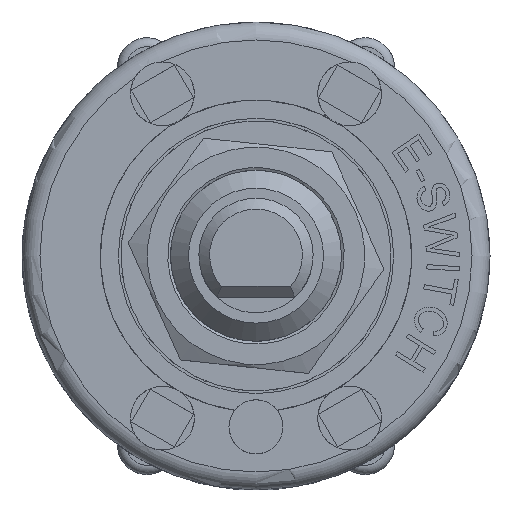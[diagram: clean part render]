
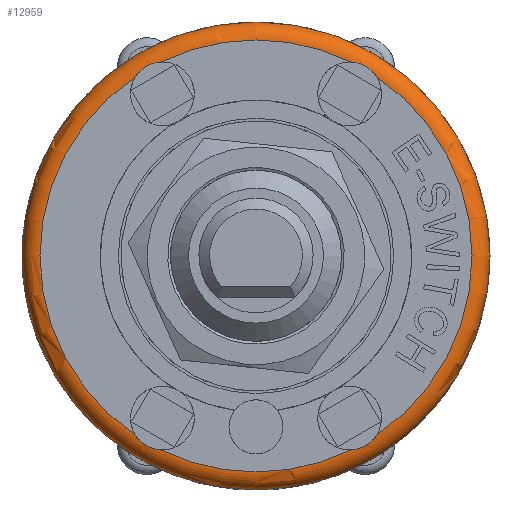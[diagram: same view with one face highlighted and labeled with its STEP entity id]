
A CAD part, top view. The second image highlights one B-rep face of the part: STEP entity #12959.
In plain terms, the highlighted toroidal (fillet/blend) face has major radius 12 mm and minor radius 1 mm.
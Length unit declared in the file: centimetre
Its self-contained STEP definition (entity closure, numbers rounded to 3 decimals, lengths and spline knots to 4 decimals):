
#26=TOROIDAL_SURFACE('',#13606,1.2,0.1);
#653=B_SPLINE_CURVE_WITH_KNOTS('',3,(#22403,#22404,#22405,#22406,#22407,
#22408,#22409,#22410,#22411,#22412,#22413,#22414),.UNSPECIFIED.,.F.,.F.,
(4,2,2,2,2,4),(-0.2692,-0.2446,-0.216,
-0.1921,-0.1645,-0.1357),.UNSPECIFIED.);
#654=B_SPLINE_CURVE_WITH_KNOTS('',3,(#22426,#22427,#22428,#22429,#22430,
#22431,#22432,#22433,#22434,#22435,#22436,#22437),.UNSPECIFIED.,.F.,.F.,
(4,2,2,2,2,4),(-0.2692,-0.2446,-0.216,
-0.1921,-0.1645,-0.1357),.UNSPECIFIED.);
#655=B_SPLINE_CURVE_WITH_KNOTS('',3,(#22454,#22455,#22456,#22457,#22458,
#22459,#22460,#22461,#22462,#22463,#22464,#22465),.UNSPECIFIED.,.F.,.F.,
(4,2,2,2,2,4),(-0.2692,-0.2446,-0.216,
-0.1921,-0.1645,-0.1357),.UNSPECIFIED.);
#656=B_SPLINE_CURVE_WITH_KNOTS('',3,(#22487,#22488,#22489,#22490,#22491,
#22492,#22493,#22494,#22495,#22496,#22497,#22498),.UNSPECIFIED.,.F.,.F.,
(4,2,2,2,2,4),(-0.2692,-0.2446,-0.216,
-0.1921,-0.1645,-0.1357),.UNSPECIFIED.);
#747=CIRCLE('',#13559,1.3);
#774=CIRCLE('',#13607,0.1);
#775=CIRCLE('',#13608,1.2);
#776=CIRCLE('',#13609,1.2);
#777=CIRCLE('',#13610,1.2);
#778=CIRCLE('',#13611,1.2);
#779=CIRCLE('',#13612,1.2);
#1491=FACE_OUTER_BOUND('',#2258,.T.);
#2258=EDGE_LOOP('',(#11555,#11556,#11557,#11558,#11559,#11560,#11561,#11562,
#11563,#11564,#11565,#11566));
#6192=VERTEX_POINT('',#22365);
#6200=VERTEX_POINT('',#22401);
#6201=VERTEX_POINT('',#22402);
#6204=VERTEX_POINT('',#22424);
#6205=VERTEX_POINT('',#22425);
#6210=VERTEX_POINT('',#22452);
#6211=VERTEX_POINT('',#22453);
#6218=VERTEX_POINT('',#22485);
#6219=VERTEX_POINT('',#22486);
#6222=VERTEX_POINT('',#22508);
#8012=EDGE_CURVE('',#6192,#6192,#747,.T.);
#8030=EDGE_CURVE('',#6200,#6201,#653,.T.);
#8036=EDGE_CURVE('',#6204,#6205,#654,.T.);
#8044=EDGE_CURVE('',#6210,#6211,#655,.T.);
#8054=EDGE_CURVE('',#6218,#6219,#656,.T.);
#8060=EDGE_CURVE('',#6192,#6222,#774,.T.);
#8061=EDGE_CURVE('',#6222,#6210,#775,.T.);
#8062=EDGE_CURVE('',#6211,#6204,#776,.T.);
#8063=EDGE_CURVE('',#6205,#6200,#777,.T.);
#8064=EDGE_CURVE('',#6201,#6218,#778,.T.);
#8065=EDGE_CURVE('',#6219,#6222,#779,.T.);
#11555=ORIENTED_EDGE('',*,*,#8012,.T.);
#11556=ORIENTED_EDGE('',*,*,#8060,.T.);
#11557=ORIENTED_EDGE('',*,*,#8061,.T.);
#11558=ORIENTED_EDGE('',*,*,#8044,.T.);
#11559=ORIENTED_EDGE('',*,*,#8062,.T.);
#11560=ORIENTED_EDGE('',*,*,#8036,.T.);
#11561=ORIENTED_EDGE('',*,*,#8063,.T.);
#11562=ORIENTED_EDGE('',*,*,#8030,.T.);
#11563=ORIENTED_EDGE('',*,*,#8064,.T.);
#11564=ORIENTED_EDGE('',*,*,#8054,.T.);
#11565=ORIENTED_EDGE('',*,*,#8065,.T.);
#11566=ORIENTED_EDGE('',*,*,#8060,.F.);
#12959=ADVANCED_FACE('',(#1491),#26,.T.);
#13559=AXIS2_PLACEMENT_3D('',#22366,#16094,#16095);
#13606=AXIS2_PLACEMENT_3D('',#22507,#16205,#16206);
#13607=AXIS2_PLACEMENT_3D('',#22509,#16207,#16208);
#13608=AXIS2_PLACEMENT_3D('',#22510,#16209,#16210);
#13609=AXIS2_PLACEMENT_3D('',#22511,#16211,#16212);
#13610=AXIS2_PLACEMENT_3D('',#22512,#16213,#16214);
#13611=AXIS2_PLACEMENT_3D('',#22513,#16215,#16216);
#13612=AXIS2_PLACEMENT_3D('',#22514,#16217,#16218);
#16094=DIRECTION('center_axis',(0.,0.,1.));
#16095=DIRECTION('ref_axis',(-1.,0.,0.));
#16205=DIRECTION('center_axis',(0.,0.,-1.));
#16206=DIRECTION('ref_axis',(-1.,0.,0.));
#16207=DIRECTION('center_axis',(0.,-1.,0.));
#16208=DIRECTION('ref_axis',(1.,0.,0.));
#16209=DIRECTION('center_axis',(0.,0.,-1.));
#16210=DIRECTION('ref_axis',(-1.,0.,0.));
#16211=DIRECTION('center_axis',(0.,0.,-1.));
#16212=DIRECTION('ref_axis',(-1.,0.,0.));
#16213=DIRECTION('center_axis',(0.,0.,-1.));
#16214=DIRECTION('ref_axis',(-1.,0.,0.));
#16215=DIRECTION('center_axis',(0.,0.,-1.));
#16216=DIRECTION('ref_axis',(-1.,0.,0.));
#16217=DIRECTION('center_axis',(0.,0.,-1.));
#16218=DIRECTION('ref_axis',(-1.,0.,0.));
#22365=CARTESIAN_POINT('',(1.3,0.,0.95));
#22366=CARTESIAN_POINT('Origin',(0.,0.,0.95));
#22401=CARTESIAN_POINT('',(-0.67,0.9955,1.05));
#22402=CARTESIAN_POINT('',(-0.5271,1.078,1.05));
#22403=CARTESIAN_POINT('Ctrl Pts',(-0.67,0.9955,
1.05));
#22404=CARTESIAN_POINT('Ctrl Pts',(-0.6646,1.0041,
1.05));
#22405=CARTESIAN_POINT('Ctrl Pts',(-0.6583,1.0124,
1.0498));
#22406=CARTESIAN_POINT('Ctrl Pts',(-0.6428,1.0294,
1.0491));
#22407=CARTESIAN_POINT('Ctrl Pts',(-0.6335,1.0377,
1.0488));
#22408=CARTESIAN_POINT('Ctrl Pts',(-0.615,1.051,1.0484));
#22409=CARTESIAN_POINT('Ctrl Pts',(-0.6061,1.0563,
1.0484));
#22410=CARTESIAN_POINT('Ctrl Pts',(-0.5859,1.0659,1.0487));
#22411=CARTESIAN_POINT('Ctrl Pts',(-0.5747,1.07,1.049));
#22412=CARTESIAN_POINT('Ctrl Pts',(-0.551,1.0759,1.0497));
#22413=CARTESIAN_POINT('Ctrl Pts',(-0.539,1.0775,
1.05));
#22414=CARTESIAN_POINT('Ctrl Pts',(-0.5271,1.078,
1.05));
#22424=CARTESIAN_POINT('',(-0.5271,-1.078,1.05));
#22425=CARTESIAN_POINT('',(-0.67,-0.9955,1.05));
#22426=CARTESIAN_POINT('Ctrl Pts',(-0.5271,-1.078,
1.05));
#22427=CARTESIAN_POINT('Ctrl Pts',(-0.5373,-1.0776,
1.05));
#22428=CARTESIAN_POINT('Ctrl Pts',(-0.5476,-1.0763,
1.0498));
#22429=CARTESIAN_POINT('Ctrl Pts',(-0.5701,-1.0714,1.0491));
#22430=CARTESIAN_POINT('Ctrl Pts',(-0.5819,-1.0675,
1.0488));
#22431=CARTESIAN_POINT('Ctrl Pts',(-0.6027,-1.0581,
1.0484));
#22432=CARTESIAN_POINT('Ctrl Pts',(-0.6117,-1.053,
1.0484));
#22433=CARTESIAN_POINT('Ctrl Pts',(-0.6301,-1.0404,
1.0487));
#22434=CARTESIAN_POINT('Ctrl Pts',(-0.6393,-1.0327,
1.049));
#22435=CARTESIAN_POINT('Ctrl Pts',(-0.6562,-1.0151,
1.0497));
#22436=CARTESIAN_POINT('Ctrl Pts',(-0.6637,-1.0055,
1.05));
#22437=CARTESIAN_POINT('Ctrl Pts',(-0.67,-0.9955,
1.05));
#22452=CARTESIAN_POINT('',(0.67,-0.9955,1.05));
#22453=CARTESIAN_POINT('',(0.5271,-1.078,1.05));
#22454=CARTESIAN_POINT('Ctrl Pts',(0.67,-0.9955,
1.05));
#22455=CARTESIAN_POINT('Ctrl Pts',(0.6646,-1.0041,
1.05));
#22456=CARTESIAN_POINT('Ctrl Pts',(0.6583,-1.0124,
1.0498));
#22457=CARTESIAN_POINT('Ctrl Pts',(0.6428,-1.0294,
1.0491));
#22458=CARTESIAN_POINT('Ctrl Pts',(0.6335,-1.0377,
1.0488));
#22459=CARTESIAN_POINT('Ctrl Pts',(0.615,-1.051,
1.0484));
#22460=CARTESIAN_POINT('Ctrl Pts',(0.6061,-1.0563,
1.0484));
#22461=CARTESIAN_POINT('Ctrl Pts',(0.5859,-1.0659,1.0487));
#22462=CARTESIAN_POINT('Ctrl Pts',(0.5747,-1.07,1.049));
#22463=CARTESIAN_POINT('Ctrl Pts',(0.551,-1.0759,
1.0497));
#22464=CARTESIAN_POINT('Ctrl Pts',(0.539,-1.0775,
1.05));
#22465=CARTESIAN_POINT('Ctrl Pts',(0.5271,-1.078,
1.05));
#22485=CARTESIAN_POINT('',(0.5271,1.078,1.05));
#22486=CARTESIAN_POINT('',(0.67,0.9955,1.05));
#22487=CARTESIAN_POINT('Ctrl Pts',(0.5271,1.078,1.05));
#22488=CARTESIAN_POINT('Ctrl Pts',(0.5373,1.0776,1.05));
#22489=CARTESIAN_POINT('Ctrl Pts',(0.5476,1.0763,1.0498));
#22490=CARTESIAN_POINT('Ctrl Pts',(0.5701,1.0714,1.0491));
#22491=CARTESIAN_POINT('Ctrl Pts',(0.5819,1.0675,1.0488));
#22492=CARTESIAN_POINT('Ctrl Pts',(0.6027,1.0581,1.0484));
#22493=CARTESIAN_POINT('Ctrl Pts',(0.6117,1.053,1.0484));
#22494=CARTESIAN_POINT('Ctrl Pts',(0.6301,1.0404,1.0487));
#22495=CARTESIAN_POINT('Ctrl Pts',(0.6393,1.0327,1.049));
#22496=CARTESIAN_POINT('Ctrl Pts',(0.6562,1.0151,1.0497));
#22497=CARTESIAN_POINT('Ctrl Pts',(0.6637,1.0055,1.05));
#22498=CARTESIAN_POINT('Ctrl Pts',(0.67,0.9955,
1.05));
#22507=CARTESIAN_POINT('Origin',(0.,0.,0.95));
#22508=CARTESIAN_POINT('',(1.2,0.,1.05));
#22509=CARTESIAN_POINT('Origin',(1.2,0.,0.95));
#22510=CARTESIAN_POINT('Origin',(0.,0.,1.05));
#22511=CARTESIAN_POINT('Origin',(0.,0.,1.05));
#22512=CARTESIAN_POINT('Origin',(0.,0.,1.05));
#22513=CARTESIAN_POINT('Origin',(0.,0.,1.05));
#22514=CARTESIAN_POINT('Origin',(0.,0.,1.05));
